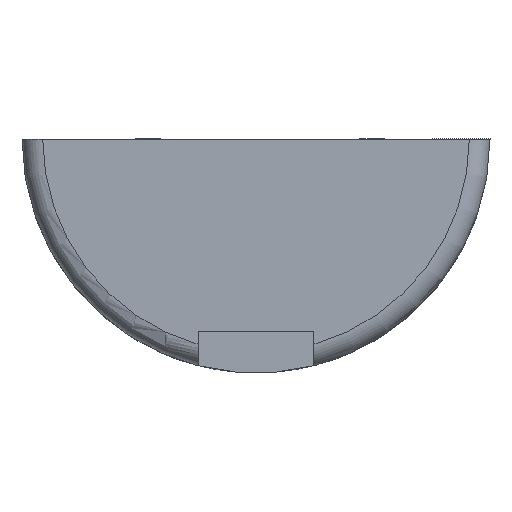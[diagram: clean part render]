
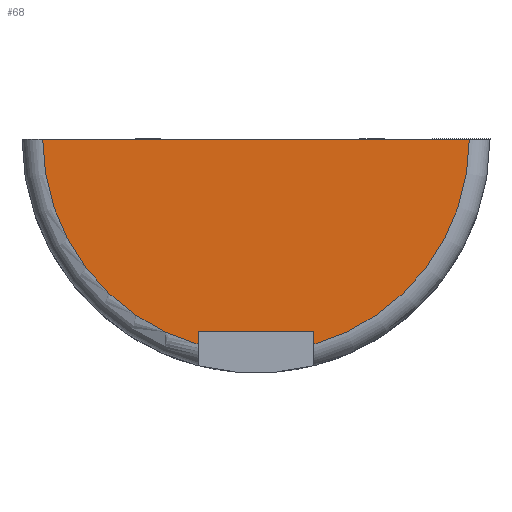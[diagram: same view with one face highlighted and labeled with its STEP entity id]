
A CAD part, front view. The second image highlights one B-rep face of the part: STEP entity #68.
In plain terms, the highlighted planar face has unit normal (0, -1, 0).
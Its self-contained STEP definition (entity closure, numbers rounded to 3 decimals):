
#68=ADVANCED_FACE('',(#219),#221,.F.);
#219=FACE_BOUND('',#220,.T.);
#220=EDGE_LOOP('',(#395,#396,#397,#398,#399,#400));
#221=PLANE('',#222);
#222=AXIS2_PLACEMENT_3D('',#223,#224,#225);
#223=CARTESIAN_POINT('',(0.,0.,0.));
#224=DIRECTION('',(0.,1.,0.));
#225=DIRECTION('',(-1.,0.,0.));
#395=ORIENTED_EDGE('',*,*,#537,.T.);
#396=ORIENTED_EDGE('',*,*,#469,.F.);
#397=ORIENTED_EDGE('',*,*,#538,.T.);
#398=ORIENTED_EDGE('',*,*,#539,.T.);
#399=ORIENTED_EDGE('',*,*,#540,.T.);
#400=ORIENTED_EDGE('',*,*,#471,.F.);
#469=EDGE_CURVE('',#556,#551,#558,.T.);
#471=EDGE_CURVE('',#560,#562,#563,.T.);
#537=EDGE_CURVE('',#560,#551,#673,.F.);
#538=EDGE_CURVE('',#556,#674,#675,.T.);
#539=EDGE_CURVE('',#674,#676,#677,.T.);
#540=EDGE_CURVE('',#676,#562,#678,.T.);
#551=VERTEX_POINT('',#692);
#556=VERTEX_POINT('',#703);
#558=CIRCLE('',#731,5.15);
#560=VERTEX_POINT('',#736);
#562=VERTEX_POINT('',#741);
#563=CIRCLE('',#742,5.15);
#673=LINE('',#1266,#1267);
#674=VERTEX_POINT('',#1269);
#675=LINE('',#1270,#1271);
#676=VERTEX_POINT('',#1273);
#677=LINE('',#1274,#1275);
#678=LINE('',#1277,#1278);
#692=CARTESIAN_POINT('',(-5.15,0.,0.));
#703=CARTESIAN_POINT('',(-1.4,0.,-4.956));
#731=AXIS2_PLACEMENT_3D('',#732,#733,#734);
#732=CARTESIAN_POINT('',(0.,0.,0.));
#733=DIRECTION('',(0.,1.,0.));
#734=DIRECTION('',(-0.272,0.,-0.962));
#736=CARTESIAN_POINT('',(5.15,0.,0.));
#741=CARTESIAN_POINT('',(1.4,0.,-4.956));
#742=AXIS2_PLACEMENT_3D('',#743,#744,#745);
#743=CARTESIAN_POINT('',(0.,0.,0.));
#744=DIRECTION('',(0.,1.,0.));
#745=DIRECTION('',(1.,0.,0.));
#1266=CARTESIAN_POINT('',(-5.15,0.,0.));
#1267=VECTOR('',#1268,1.);
#1268=DIRECTION('',(1.,0.,0.));
#1269=CARTESIAN_POINT('',(-1.4,0.,-4.65));
#1270=CARTESIAN_POINT('',(-1.4,0.,-4.956));
#1271=VECTOR('',#1272,1.);
#1272=DIRECTION('',(0.,0.,1.));
#1273=CARTESIAN_POINT('',(1.4,0.,-4.65));
#1274=CARTESIAN_POINT('',(-1.4,0.,-4.65));
#1275=VECTOR('',#1276,1.);
#1276=DIRECTION('',(1.,0.,0.));
#1277=CARTESIAN_POINT('',(1.4,0.,-4.65));
#1278=VECTOR('',#1279,1.);
#1279=DIRECTION('',(0.,0.,-1.));
